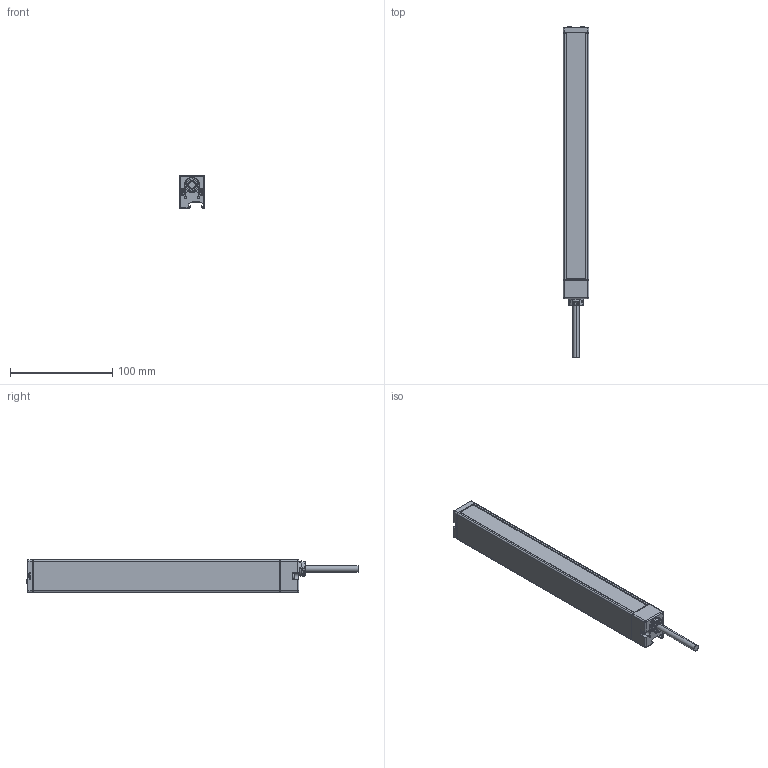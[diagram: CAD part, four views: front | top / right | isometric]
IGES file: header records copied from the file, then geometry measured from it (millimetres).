
Start section:  PTC IGES file: 158549.igs
Global section: file name: 158549.igs; native system: Pro/ENGINEER by Parametric Technology Corporation; preprocessor: 2009141; author: banengservice; organization: Unknown; date: 20121203.150555; units: inch
Bounding box: 25.4 x 325.1 x 31.75 mm (x, y, z)
Volume: 69456.4 mm3; surface area: 77941.4 mm2
Topology: 2 solids, 2 shells, 970 faces, 2650 edges, 1675 vertices
Faces by surface type: bspline 557, revolution 413
